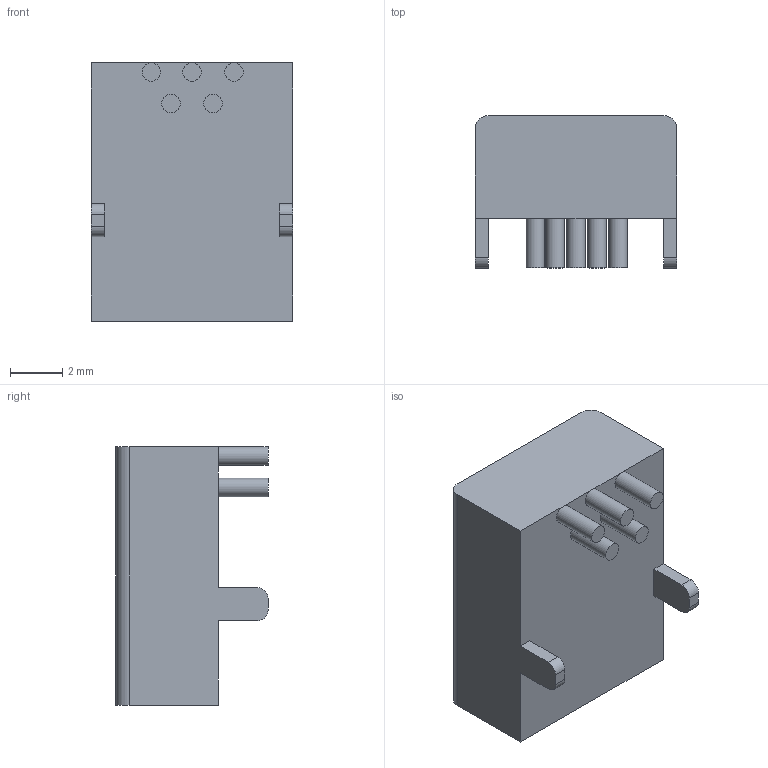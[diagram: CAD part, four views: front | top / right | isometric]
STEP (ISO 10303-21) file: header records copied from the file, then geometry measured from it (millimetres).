
FILE_DESCRIPTION(/* description */ (''),/* implementation_level */ '2;1');
FILE_NAME(/* name */ 'Miniusb_Female_THT_centered v1 v1.step',/* time_stamp */ '2018-05-17T10:39:00+08:00',/* author */ ('thelithcore'),/* organization */ (''),/* preprocessor_version */ 'ST-DEVELOPER v17',/* originating_system */ 'Autodesk Translation Framework v7.1.0.215',/* authorisation */ '');
FILE_SCHEMA (('AUTOMOTIVE_DESIGN { 1 0 10303 214 3 1 1 }'));
Length unit declared in the file: millimetre
Products named in the file (1): Miniusb_Female_THT_centered v1
Bounding box: 7.7 x 5.8 x 9.85 mm (x, y, z)
Volume: 300.7 mm3; surface area: 317.7 mm2
Topology: 1 solids, 1 shells, 30 faces, 75 edges, 49 vertices
Faces by surface type: plane 19, cylinder 11
Full cylindrical faces by diameter (mm): 0.7 x5
Entity records: 940 total; most frequent: DIRECTION 162, CARTESIAN_POINT 155, ORIENTED_EDGE 150, EDGE_CURVE 75, AXIS2_PLACEMENT_3D 56, LINE 50, VECTOR 50, VERTEX_POINT 49
